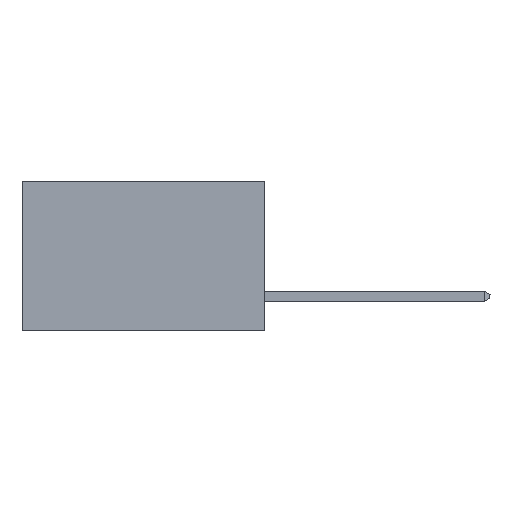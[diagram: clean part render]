
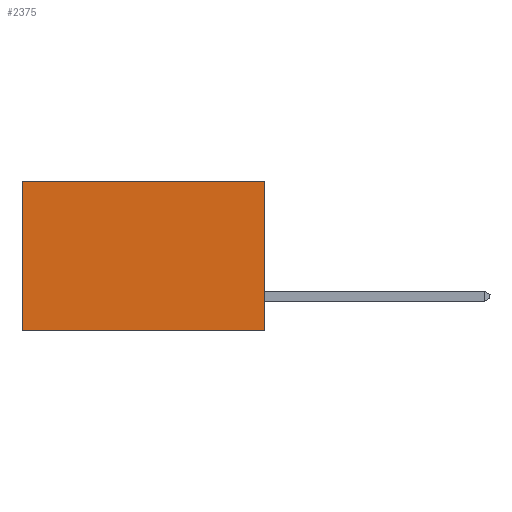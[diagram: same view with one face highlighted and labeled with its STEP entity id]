
A CAD part, left-side view. The second image highlights one B-rep face of the part: STEP entity #2375.
In plain terms, the highlighted planar face has unit normal (-1, 0, 0).
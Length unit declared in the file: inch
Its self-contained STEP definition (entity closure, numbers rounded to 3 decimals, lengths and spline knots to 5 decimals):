
#59 = VERTEX_POINT ( 'NONE', #1962 ) ;
#412 = PLANE ( 'NONE',  #7978 ) ;
#550 = LINE ( 'NONE', #12511, #6877 ) ;
#1627 = DIRECTION ( 'NONE',  ( 1., 0., 0. ) ) ;
#1725 = VECTOR ( 'NONE', #15970, 39.37008 ) ;
#1731 = EDGE_CURVE ( 'NONE', #59, #13553, #11770, .T. ) ;
#1962 = CARTESIAN_POINT ( 'NONE',  ( 0.298, 0.6, 0. ) ) ;
#2182 = EDGE_LOOP ( 'NONE', ( #7793, #14377, #12034, #3313 ) ) ;
#2375 = ADVANCED_FACE ( 'NONE', ( #13881 ), #412, .F. ) ;
#2535 = DIRECTION ( 'NONE',  ( 0., 1., 0. ) ) ;
#2877 = CARTESIAN_POINT ( 'NONE',  ( 0.298, 0., 0. ) ) ;
#2972 = CARTESIAN_POINT ( 'NONE',  ( 0.298, 0., 0. ) ) ;
#3153 = VECTOR ( 'NONE', #6308, 39.37008 ) ;
#3313 = ORIENTED_EDGE ( 'NONE', *, *, #8472, .T. ) ;
#4334 = VERTEX_POINT ( 'NONE', #8571 ) ;
#6244 = EDGE_CURVE ( 'NONE', #13535, #4334, #14994, .T. ) ;
#6308 = DIRECTION ( 'NONE',  ( 0., 1., 0. ) ) ;
#6522 = LINE ( 'NONE', #8826, #3153 ) ;
#6877 = VECTOR ( 'NONE', #2535, 39.37008 ) ;
#7793 = ORIENTED_EDGE ( 'NONE', *, *, #1731, .T. ) ;
#7978 = AXIS2_PLACEMENT_3D ( 'NONE', #2877, #1627, #14291 ) ;
#8123 = CARTESIAN_POINT ( 'NONE',  ( 0.298, 0.6, -0.37 ) ) ;
#8472 = EDGE_CURVE ( 'NONE', #13535, #59, #550, .T. ) ;
#8571 = CARTESIAN_POINT ( 'NONE',  ( 0.298, 0., -0.37 ) ) ;
#8826 = CARTESIAN_POINT ( 'NONE',  ( 0.298, 0., -0.37 ) ) ;
#10115 = VECTOR ( 'NONE', #12313, 39.37008 ) ;
#11770 = LINE ( 'NONE', #14680, #1725 ) ;
#12034 = ORIENTED_EDGE ( 'NONE', *, *, #6244, .F. ) ;
#12313 = DIRECTION ( 'NONE',  ( 0., 0., -1. ) ) ;
#12511 = CARTESIAN_POINT ( 'NONE',  ( 0.298, 0., 0. ) ) ;
#13182 = EDGE_CURVE ( 'NONE', #4334, #13553, #6522, .T. ) ;
#13535 = VERTEX_POINT ( 'NONE', #2972 ) ;
#13553 = VERTEX_POINT ( 'NONE', #8123 ) ;
#13881 = FACE_OUTER_BOUND ( 'NONE', #2182, .T. ) ;
#14291 = DIRECTION ( 'NONE',  ( 0., 0., -1. ) ) ;
#14377 = ORIENTED_EDGE ( 'NONE', *, *, #13182, .F. ) ;
#14680 = CARTESIAN_POINT ( 'NONE',  ( 0.298, 0.6, 0. ) ) ;
#14729 = CARTESIAN_POINT ( 'NONE',  ( 0.298, 0., 0. ) ) ;
#14994 = LINE ( 'NONE', #14729, #10115 ) ;
#15970 = DIRECTION ( 'NONE',  ( 0., 0., -1. ) ) ;
